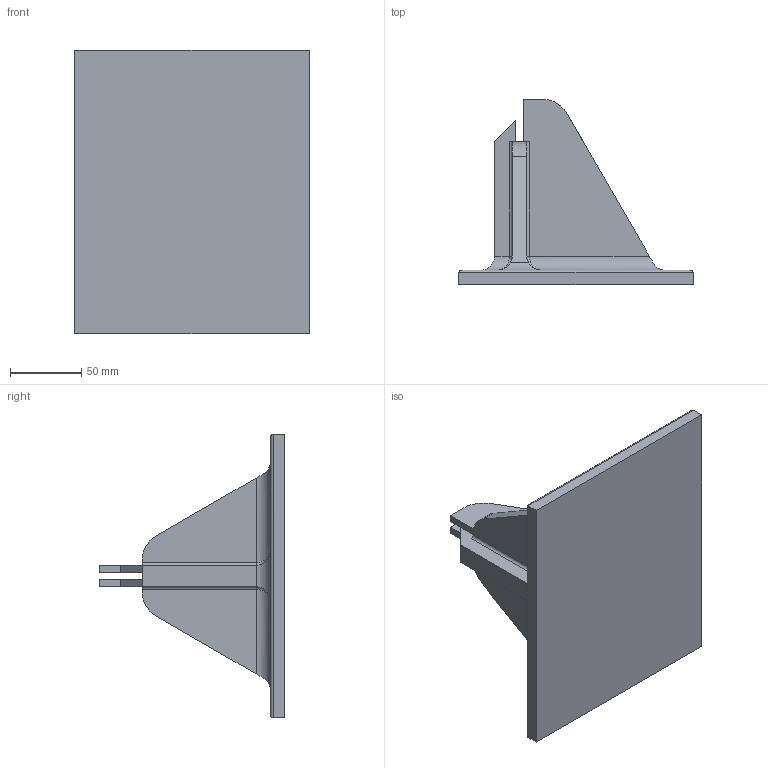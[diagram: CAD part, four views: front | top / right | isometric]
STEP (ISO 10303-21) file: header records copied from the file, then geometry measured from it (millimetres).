
FILE_DESCRIPTION (( 'STEP AP214' ), '1' );
FILE_NAME ('Ref_Mount.STEP', '2021-05-17T09:02:48', ( '' ), ( '' ), 'SwSTEP 2.0', 'SolidWorks 2020', '' );
FILE_SCHEMA (( 'AUTOMOTIVE_DESIGN' ));
Length unit declared in the file: millimetre
Products named in the file (1): Ref_Mount
Bounding box: 164.28 x 130 x 198.92 mm (x, y, z)
Volume: 540592 mm3; surface area: 106578.7 mm2
Topology: 1 solids, 1 shells, 59 faces, 152 edges, 92 vertices
Faces by surface type: plane 31, cylinder 24, bspline 4
Entity records: 1900 total; most frequent: CARTESIAN_POINT 542, ORIENTED_EDGE 296, DIRECTION 250, EDGE_CURVE 148, VECTOR 106, LINE 106, VERTEX_POINT 92, AXIS2_PLACEMENT_3D 72
